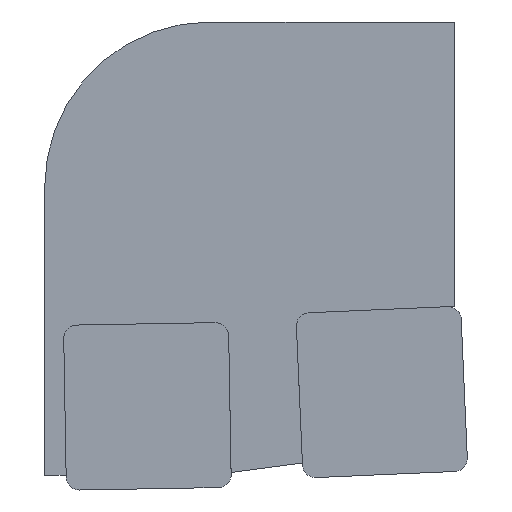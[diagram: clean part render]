
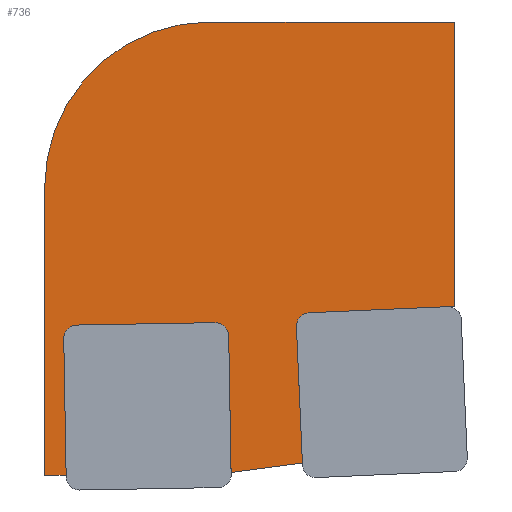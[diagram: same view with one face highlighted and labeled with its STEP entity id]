
A CAD part, left-side view. The second image highlights one B-rep face of the part: STEP entity #736.
In plain terms, the highlighted planar face has unit normal (-1, 0, 0).
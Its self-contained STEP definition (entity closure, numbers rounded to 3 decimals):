
#131=DIRECTION('',(0.,0.999,-0.044));
#132=VECTOR('',#131,8.643);
#133=CARTESIAN_POINT('',(0.,0.75,11.108));
#134=LINE('',#133,#132);
#138=CARTESIAN_POINT('',(0.,9.35,9.932));
#139=DIRECTION('',(-1.,0.,0.));
#140=DIRECTION('',(0.,0.044,0.999));
#141=AXIS2_PLACEMENT_3D('',#138,#139,#140);
#146=DIRECTION('',(0.,0.044,0.999));
#147=VECTOR('',#146,8.1);
#148=CARTESIAN_POINT('',(0.,9.796,1.805));
#149=LINE('',#148,#147);
#153=DIRECTION('',(0.,-0.991,0.132));
#154=VECTOR('',#153,4.272);
#155=CARTESIAN_POINT('',(0.,14.031,1.243));
#156=LINE('',#155,#154);
#160=DIRECTION('',(0.,0.017,1.));
#161=VECTOR('',#160,8.114);
#162=CARTESIAN_POINT('',(0.,14.031,1.243));
#163=LINE('',#162,#161);
#167=CARTESIAN_POINT('',(0.,14.972,9.342));
#168=DIRECTION('',(-1.,0.,0.));
#169=DIRECTION('',(0.,-1.,0.017));
#170=AXIS2_PLACEMENT_3D('',#167,#168,#169);
#175=DIRECTION('',(0.,1.,-0.017));
#176=VECTOR('',#175,8.2);
#177=CARTESIAN_POINT('',(0.,14.986,10.142));
#178=LINE('',#177,#176);
#182=CARTESIAN_POINT('',(0.,23.171,9.199));
#183=DIRECTION('',(-1.,0.,0.));
#184=DIRECTION('',(0.,0.017,1.));
#185=AXIS2_PLACEMENT_3D('',#182,#183,#184);
#190=DIRECTION('',(0.,0.017,1.));
#191=VECTOR('',#190,8.114);
#192=CARTESIAN_POINT('',(0.,23.829,1.072));
#193=LINE('',#192,#191);
#197=DIRECTION('',(0.,-1.,0.017));
#198=VECTOR('',#197,1.271);
#199=CARTESIAN_POINT('',(0.,25.1,1.05));
#200=LINE('',#199,#198);
#204=DIRECTION('',(0.,0.,-1.));
#205=VECTOR('',#204,17.15);
#206=CARTESIAN_POINT('',(0.,25.1,18.2));
#207=LINE('',#206,#205);
#211=CARTESIAN_POINT('',(0.,15.3,18.2));
#212=DIRECTION('',(-1.,0.,0.));
#213=DIRECTION('',(0.,0.,1.));
#214=AXIS2_PLACEMENT_3D('',#211,#212,#213);
#219=DIRECTION('',(0.,1.,0.));
#220=VECTOR('',#219,14.55);
#221=CARTESIAN_POINT('',(0.,0.75,28.));
#222=LINE('',#221,#220);
#226=DIRECTION('',(0.,0.,1.));
#227=VECTOR('',#226,16.892);
#228=CARTESIAN_POINT('',(0.,0.75,11.108));
#229=LINE('',#228,#227);
#539=CARTESIAN_POINT('',(0.,15.3,28.));
#540=CARTESIAN_POINT('',(0.,25.1,18.2));
#541=VERTEX_POINT('',#539);
#542=VERTEX_POINT('',#540);
#547=CARTESIAN_POINT('',(0.,0.75,11.108));
#548=CARTESIAN_POINT('',(0.,9.385,10.731));
#549=VERTEX_POINT('',#547);
#550=VERTEX_POINT('',#548);
#551=CARTESIAN_POINT('',(0.,9.796,1.805));
#552=CARTESIAN_POINT('',(0.,10.149,9.897));
#553=VERTEX_POINT('',#551);
#554=VERTEX_POINT('',#552);
#567=CARTESIAN_POINT('',(0.,14.031,1.243));
#568=CARTESIAN_POINT('',(0.,14.172,9.356));
#569=VERTEX_POINT('',#567);
#570=VERTEX_POINT('',#568);
#571=CARTESIAN_POINT('',(0.,14.986,10.142));
#572=CARTESIAN_POINT('',(0.,23.185,9.999));
#573=VERTEX_POINT('',#571);
#574=VERTEX_POINT('',#572);
#575=CARTESIAN_POINT('',(0.,23.829,1.072));
#576=CARTESIAN_POINT('',(0.,23.971,9.185));
#577=VERTEX_POINT('',#575);
#578=VERTEX_POINT('',#576);
#617=CARTESIAN_POINT('',(0.,25.1,1.05));
#618=VERTEX_POINT('',#617);
#619=CARTESIAN_POINT('',(0.,0.75,28.));
#620=VERTEX_POINT('',#619);
#703=CARTESIAN_POINT('',(0.,0.,0.));
#704=DIRECTION('',(-1.,0.,0.));
#705=DIRECTION('',(0.,0.,1.));
#706=AXIS2_PLACEMENT_3D('',#703,#704,#705);
#707=PLANE('',#706);
#708=ORIENTED_EDGE('',*,*,#693,.T.);
#710=ORIENTED_EDGE('',*,*,#709,.T.);
#712=ORIENTED_EDGE('',*,*,#711,.F.);
#713=ORIENTED_EDGE('',*,*,#638,.F.);
#715=ORIENTED_EDGE('',*,*,#714,.T.);
#717=ORIENTED_EDGE('',*,*,#716,.T.);
#719=ORIENTED_EDGE('',*,*,#718,.T.);
#721=ORIENTED_EDGE('',*,*,#720,.T.);
#723=ORIENTED_EDGE('',*,*,#722,.F.);
#725=ORIENTED_EDGE('',*,*,#724,.F.);
#727=ORIENTED_EDGE('',*,*,#726,.F.);
#729=ORIENTED_EDGE('',*,*,#728,.F.);
#731=ORIENTED_EDGE('',*,*,#730,.F.);
#733=ORIENTED_EDGE('',*,*,#732,.F.);
#734=EDGE_LOOP('',(#708,#710,#712,#713,#715,#717,#719,#721,#723,#725,#727,#729,
#731,#733));
#735=FACE_OUTER_BOUND('',#734,.F.);
#142=CIRCLE('',#141,0.8);
#171=CIRCLE('',#170,0.8);
#186=CIRCLE('',#185,0.8);
#215=CIRCLE('',#214,9.8);
#638=EDGE_CURVE('',#569,#553,#156,.T.);
#693=EDGE_CURVE('',#549,#550,#134,.T.);
#709=EDGE_CURVE('',#550,#554,#142,.T.);
#711=EDGE_CURVE('',#553,#554,#149,.T.);
#714=EDGE_CURVE('',#569,#570,#163,.T.);
#716=EDGE_CURVE('',#570,#573,#171,.T.);
#718=EDGE_CURVE('',#573,#574,#178,.T.);
#720=EDGE_CURVE('',#574,#578,#186,.T.);
#722=EDGE_CURVE('',#577,#578,#193,.T.);
#724=EDGE_CURVE('',#618,#577,#200,.T.);
#726=EDGE_CURVE('',#542,#618,#207,.T.);
#728=EDGE_CURVE('',#541,#542,#215,.T.);
#730=EDGE_CURVE('',#620,#541,#222,.T.);
#732=EDGE_CURVE('',#549,#620,#229,.T.);
#736=ADVANCED_FACE('',(#735),#707,.T.);
